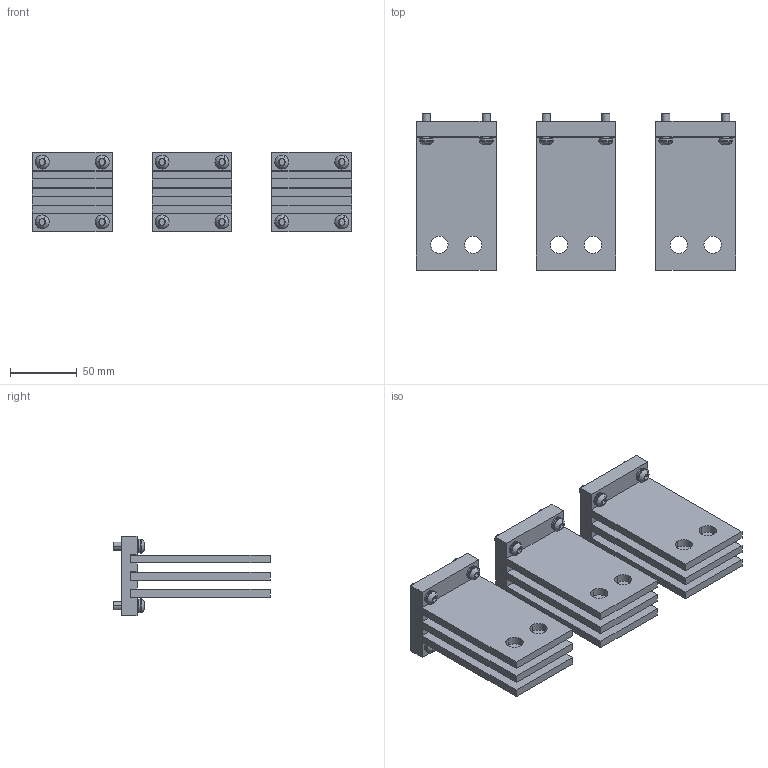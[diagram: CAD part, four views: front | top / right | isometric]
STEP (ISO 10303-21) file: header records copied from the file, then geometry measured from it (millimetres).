
FILE_DESCRIPTION(('CATIA V5 STEP Exchange'),'2;1');
FILE_NAME('1SDH001336R0109_E2.2_W_III_TERMINALS_HR_UL_UPPER_1600-2000A.stp','2014-09-18T15:42:30+00:00',('none'),('none'),'CATIA Version 5 Release 20 SP 6 (IN-10)','CATIA V5 STEP AP214','none');
FILE_SCHEMA(('AUTOMOTIVE_DESIGN { 1 0 10303 214 1 1 1 1 }'));
Length unit declared in the file: millimetre
Products named in the file (1): E2.2_W_III_TERMINALS_HR_UL_UPPER_1600-2000A_AllCATPart
Bounding box: 240 x 117.4 x 60 mm (x, y, z)
Volume: 444363 mm3; surface area: 179318.2 mm2
Topology: 48 solids, 48 shells, 672 faces, 1608 edges, 1056 vertices
Faces by surface type: plane 300, cylinder 228, torus 120, revolution 24
Entity records: 19429 total; most frequent: CARTESIAN_POINT 4156, ORIENTED_EDGE 3216, DIRECTION 2526, EDGE_CURVE 1608, AXIS2_PLACEMENT_3D 1228, VERTEX_POINT 1056, EDGE_LOOP 780, VECTOR 768
